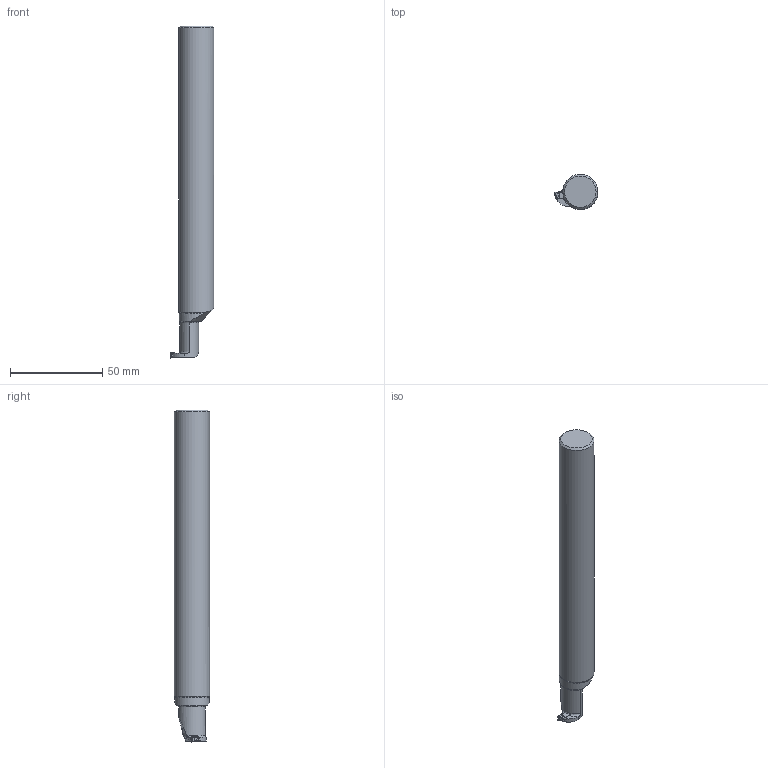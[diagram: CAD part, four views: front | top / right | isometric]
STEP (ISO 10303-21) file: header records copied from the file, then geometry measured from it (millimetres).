
FILE_DESCRIPTION(/* description */ (''),/* implementation_level */ '2;1');
FILE_NAME(/* name */ 'toolassembly_1.stp',/* time_stamp */ '2021-11-29T09:45:58+01:00',/* author */ (''),/* organization */ ('SMS'),/* preprocessor_version */ 'ST-DEVELOPER v16.7',/* originating_system */ 'SIEMENS PLM Software NX 12.0',/* authorisation */ '');
FILE_SCHEMA (('AUTOMOTIVE_DESIGN { 1 0 10303 214 3 1 1 1 }'));
Length unit declared in the file: millimetre
Products named in the file (4): ASSEMBLY_CONSTRUCTION; CUT_20211129094448; NOCUT_20211129094422; TOOLASSEMBLY_1
Assembly tree (3 placements, depth 2):
  TOOLASSEMBLY_1
    NOCUT_20211129094422
    CUT_20211129094448
    ASSEMBLY_CONSTRUCTION
Bounding box: 23.76 x 19.02 x 180 mm (x, y, z)
Volume: 47101.4 mm3; surface area: 10843.7 mm2
Topology: 2 solids, 2 shells, 125 faces, 323 edges, 206 vertices
Faces by surface type: plane 43, cylinder 40, bspline 20, extrusion 11, cone 7, torus 4
Full cylindrical faces by diameter (mm): 19.02 x1
Entity records: 6212 total; most frequent: CARTESIAN_POINT 3196, ORIENTED_EDGE 630, DIRECTION 561, EDGE_CURVE 315, AXIS2_PLACEMENT_3D 209, VERTEX_POINT 199, VECTOR 143, LINE 132
